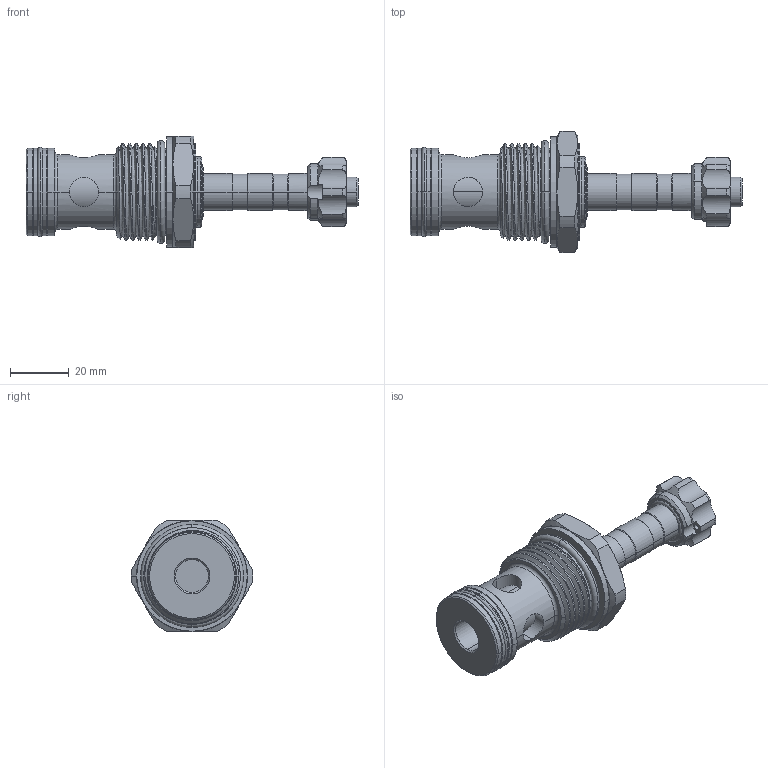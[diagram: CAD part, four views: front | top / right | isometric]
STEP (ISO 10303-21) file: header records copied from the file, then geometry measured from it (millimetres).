
FILE_DESCRIPTION (( 'STEP AP203' ), '1' );
FILE_NAME ('EP21E2A03M05.STEP', '2016-08-30T02:40:25', ( '' ), ( '' ), 'SwSTEP 2.0', 'SolidWorks 2012', '' );
FILE_SCHEMA (( 'CONFIG_CONTROL_DESIGN' ));
Length unit declared in the file: millimetre
Products named in the file (1): EP21E2A03M05
Bounding box: 113.45 x 41.5 x 38 mm (x, y, z)
Volume: 50750.3 mm3; surface area: 16810.3 mm2
Topology: 5 solids, 5 shells, 254 faces, 597 edges, 368 vertices
Faces by surface type: cylinder 123, cone 59, torus 36, plane 32, bspline 4
Entity records: 13754 total; most frequent: CARTESIAN_POINT 7946, DIRECTION 1237, ORIENTED_EDGE 1194, EDGE_CURVE 597, AXIS2_PLACEMENT_3D 533, VERTEX_POINT 368, CIRCLE 282, EDGE_LOOP 279
